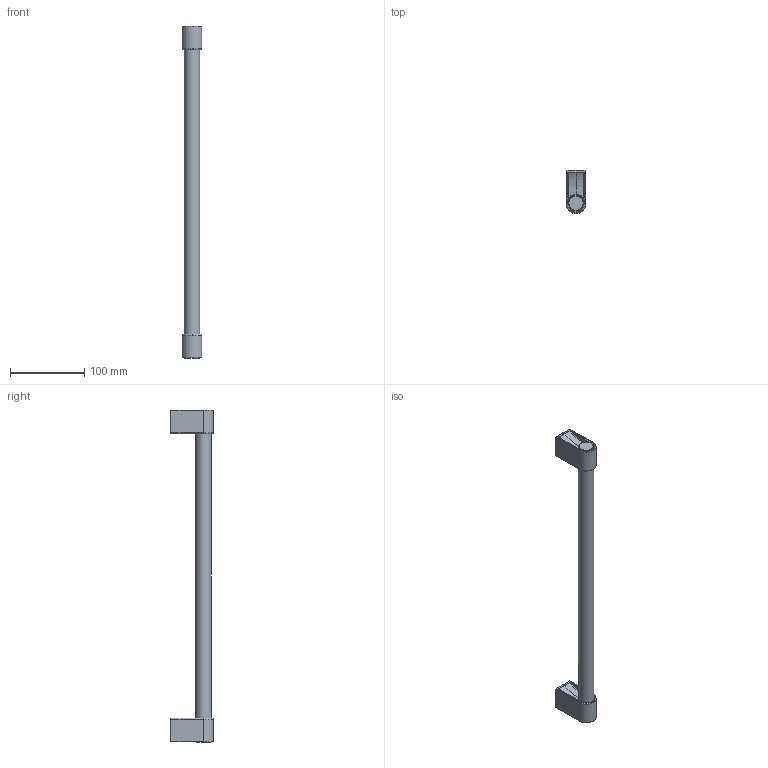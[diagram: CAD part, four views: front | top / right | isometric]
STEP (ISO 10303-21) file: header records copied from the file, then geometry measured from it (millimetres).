
FILE_DESCRIPTION(/* description */ (''),/* implementation_level */ '2;1');
FILE_NAME(/* name */ '0701_416_01.stp',/* time_stamp */ '2024-09-09T15:11:40+02:00',/* author */ ('mantolin'),/* organization */ (''),/* preprocessor_version */ 'ST-DEVELOPER v18.1',/* originating_system */ 'Autodesk Inventor 2022',/* authorisation */ '');
FILE_SCHEMA (('AUTOMOTIVE_DESIGN { 1 0 10303 214 3 1 1 }'));
Length unit declared in the file: millimetre
Products named in the file (4): 0701_448_00; 0701_416_00_Bar ; 0701_FOOT_00; SCREW MF_40_00
Assembly tree (5 placements, depth 2):
  0701_448_00
    0701_416_00_Bar 
    0701_FOOT_00  x2
    SCREW MF_40_00  x2
Bounding box: 26.81 x 57.65 x 448 mm (x, y, z)
Volume: 210227.6 mm3; surface area: 53656.4 mm2
Topology: 5 solids, 5 shells, 308 faces, 796 edges, 504 vertices
Faces by surface type: bspline 152, plane 102, cylinder 40, cone 12, torus 2
Full cylindrical faces by diameter (mm): 4.917 x4, 6 x2, 6.5 x2, 8 x2, 8.5 x2, 21 x1, 21.45 x2
Entity records: 7467 total; most frequent: CARTESIAN_POINT 3071, ORIENTED_EDGE 944, DIRECTION 757, EDGE_CURVE 472, VERTEX_POINT 303, AXIS2_PLACEMENT_3D 273, LINE 211, VECTOR 211
